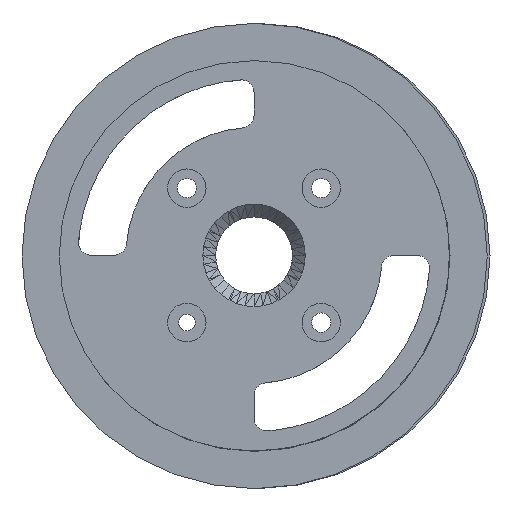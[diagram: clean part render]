
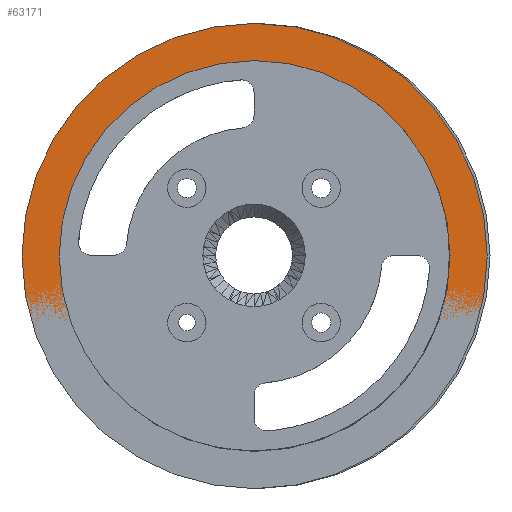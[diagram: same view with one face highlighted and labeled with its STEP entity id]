
A CAD part, front view. The second image highlights one B-rep face of the part: STEP entity #63171.
In plain terms, the highlighted face is planar.
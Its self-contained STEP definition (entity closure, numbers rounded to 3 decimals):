
#63100 = VERTEX_POINT('',#63101);
#63101 = CARTESIAN_POINT('',(68.931,32.403,2.));
#63107 = EDGE_CURVE('',#63100,#63100,#63108,.T.);
#63108 = CIRCLE('',#63109,36.34);
#63109 = AXIS2_PLACEMENT_3D('',#63110,#63111,#63112);
#63110 = CARTESIAN_POINT('',(32.591,32.403,2.));
#63111 = DIRECTION('',(0.,0.,1.));
#63112 = DIRECTION('',(1.,0.,0.));
#63133 = VERTEX_POINT('',#63134);
#63134 = CARTESIAN_POINT('',(63.111,32.403,2.));
#63140 = EDGE_CURVE('',#63133,#63133,#63141,.T.);
#63141 = CIRCLE('',#63142,30.52);
#63142 = AXIS2_PLACEMENT_3D('',#63143,#63144,#63145);
#63143 = CARTESIAN_POINT('',(32.591,32.403,2.));
#63144 = DIRECTION('',(0.,0.,1.));
#63145 = DIRECTION('',(1.,0.,0.));
#63171 = ADVANCED_FACE('',(#63172,#63175),#63178,.F.);
#63172 = FACE_BOUND('',#63173,.T.);
#63173 = EDGE_LOOP('',(#63174));
#63174 = ORIENTED_EDGE('',*,*,#63107,.T.);
#63175 = FACE_BOUND('',#63176,.F.);
#63176 = EDGE_LOOP('',(#63177));
#63177 = ORIENTED_EDGE('',*,*,#63140,.T.);
#63178 = PLANE('',#63179);
#63179 = AXIS2_PLACEMENT_3D('',#63180,#63181,#63182);
#63180 = CARTESIAN_POINT('',(32.591,32.403,2.));
#63181 = DIRECTION('',(0.,0.,-1.));
#63182 = DIRECTION('',(0.,1.,0.));
